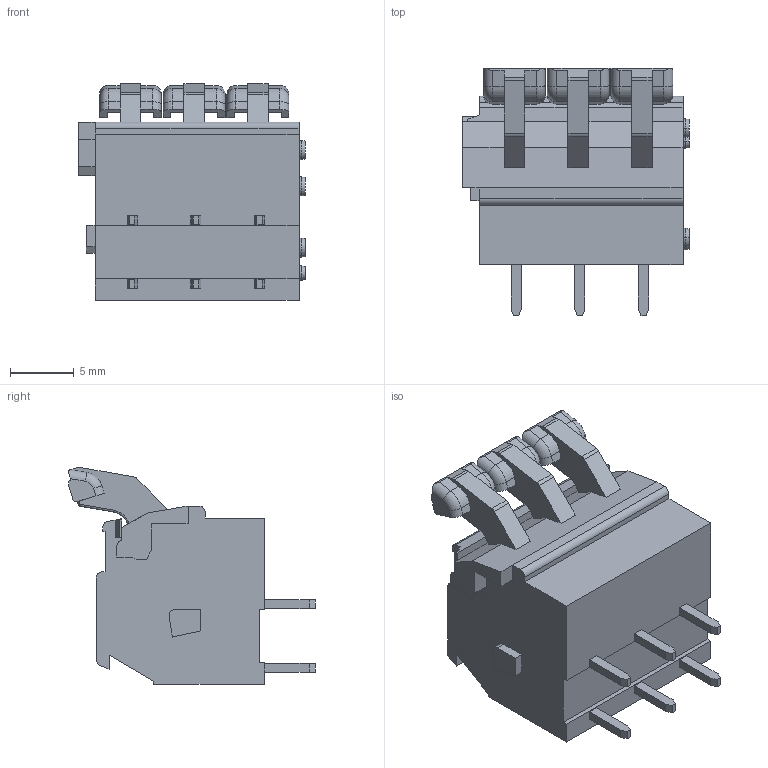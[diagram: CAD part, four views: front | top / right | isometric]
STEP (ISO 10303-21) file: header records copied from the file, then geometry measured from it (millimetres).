
FILE_DESCRIPTION((''),'2;1');
FILE_NAME('3','2020-06-24T',('Administrator'),(''),'PRO/ENGINEER BY PARAMETRIC TECHNOLOGY CORPORATION, 2012360','PRO/ENGINEER BY PARAMETRIC TECHNOLOGY CORPORATION, 2012360','');
FILE_SCHEMA(('CONFIG_CONTROL_DESIGN'));
Length unit declared in the file: millimetre
Products named in the file (1): 3
Bounding box: 17.8 x 19.38 x 17.02 mm (x, y, z)
Volume: 2719.9 mm3; surface area: 1638.9 mm2
Topology: 1 solids, 1 shells, 290 faces, 788 edges, 508 vertices
Faces by surface type: plane 186, cylinder 72, torus 12, cone 8, bspline 6, sphere 6
Entity records: 9351 total; most frequent: CARTESIAN_POINT 2015, ORIENTED_EDGE 1564, DIRECTION 1448, EDGE_CURVE 782, VECTOR 588, LINE 588, VERTEX_POINT 508, AXIS2_PLACEMENT_3D 430
